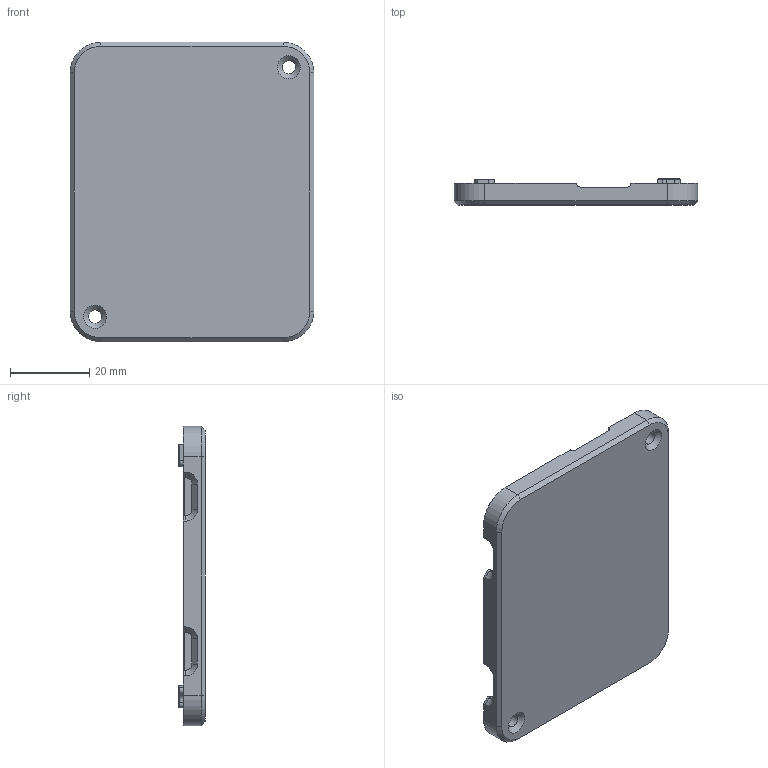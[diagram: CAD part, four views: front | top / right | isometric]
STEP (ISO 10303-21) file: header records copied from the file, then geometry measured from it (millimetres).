
FILE_DESCRIPTION(/* description */ (''),/* implementation_level */ '2;1');
FILE_NAME(/* name */ 'HUB-002.stp',/* time_stamp */ '',/* author */ (''),/* organization */ (''),/* preprocessor_version */ '',/* originating_system */ '',/* authorisation */ '');
FILE_SCHEMA (('AUTOMOTIVE_DESIGN { 1 0 10303 214 3 1 1 }'));
Length unit declared in the file: inch
Products named in the file (1): Part1
Bounding box: 61.4 x 6.6 x 75.4 mm (x, y, z)
Volume: 11027.6 mm3; surface area: 11122.1 mm2
Topology: 1 solids, 1 shells, 146 faces, 377 edges, 231 vertices
Faces by surface type: plane 73, cylinder 39, cone 26, torus 8
Full cylindrical faces by diameter (mm): 3.4 x2
Entity records: 4455 total; most frequent: DIRECTION 794, CARTESIAN_POINT 767, ORIENTED_EDGE 754, EDGE_CURVE 377, AXIS2_PLACEMENT_3D 274, LINE 246, VECTOR 246, VERTEX_POINT 231
